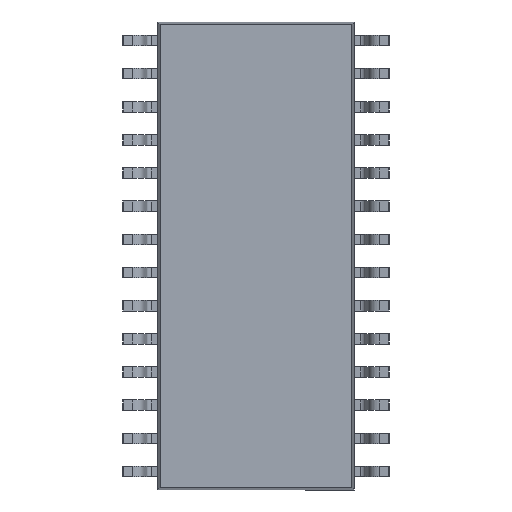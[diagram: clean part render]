
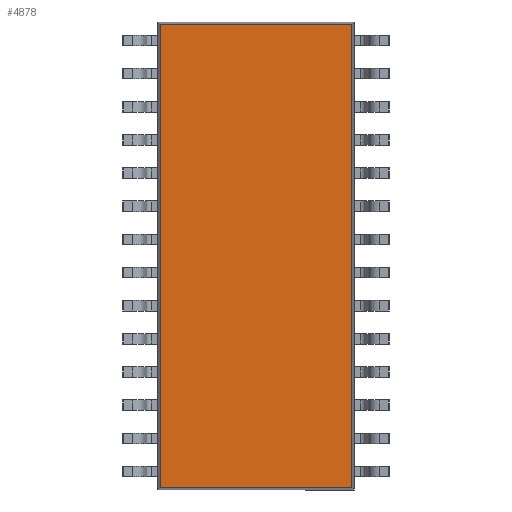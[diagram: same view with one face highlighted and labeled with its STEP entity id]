
A CAD part, front view. The second image highlights one B-rep face of the part: STEP entity #4878.
In plain terms, the highlighted planar face has unit normal (0, -1, 0).
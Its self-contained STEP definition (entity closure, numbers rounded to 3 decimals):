
#1049 = CARTESIAN_POINT ( 'NONE',  ( -3.676, 0.25, 8.965 ) ) ;
#1253 = PLANE ( 'NONE',  #3326 ) ;
#1712 = FACE_OUTER_BOUND ( 'NONE', #4345, .T. ) ;
#2102 = VECTOR ( 'NONE', #5992, 1000. ) ;
#2408 = DIRECTION ( 'NONE',  ( -1., 0., 0. ) ) ;
#2439 = VERTEX_POINT ( 'NONE', #3294 ) ;
#2779 = CARTESIAN_POINT ( 'NONE',  ( 3.676, 0.25, 8.881 ) ) ;
#2939 = LINE ( 'NONE', #1049, #7232 ) ;
#3294 = CARTESIAN_POINT ( 'NONE',  ( -3.676, 0.25, 8.881 ) ) ;
#3326 = AXIS2_PLACEMENT_3D ( 'NONE', #10274, #8144, #11283 ) ;
#3357 = VERTEX_POINT ( 'NONE', #2779 ) ;
#3375 = VERTEX_POINT ( 'NONE', #5770 ) ;
#4345 = EDGE_LOOP ( 'NONE', ( #12434, #9182, #7267, #12603 ) ) ;
#4878 = ADVANCED_FACE ( 'NONE', ( #1712 ), #1253, .T. ) ;
#5770 = CARTESIAN_POINT ( 'NONE',  ( 3.676, 0.25, -8.881 ) ) ;
#5807 = EDGE_CURVE ( 'NONE', #3375, #3357, #7164, .T. ) ;
#5992 = DIRECTION ( 'NONE',  ( 1., 0., 0. ) ) ;
#6036 = VERTEX_POINT ( 'NONE', #7386 ) ;
#6230 = CARTESIAN_POINT ( 'NONE',  ( -3.76, 0.25, -8.881 ) ) ;
#6449 = LINE ( 'NONE', #6230, #2102 ) ;
#7164 = LINE ( 'NONE', #8100, #7190 ) ;
#7190 = VECTOR ( 'NONE', #11046, 1000. ) ;
#7232 = VECTOR ( 'NONE', #10084, 1000. ) ;
#7267 = ORIENTED_EDGE ( 'NONE', *, *, #10663, .T. ) ;
#7386 = CARTESIAN_POINT ( 'NONE',  ( -3.676, 0.25, -8.881 ) ) ;
#7529 = EDGE_CURVE ( 'NONE', #6036, #3375, #6449, .T. ) ;
#8100 = CARTESIAN_POINT ( 'NONE',  ( 3.676, 0.25, -8.965 ) ) ;
#8144 = DIRECTION ( 'NONE',  ( 0., -1., 0. ) ) ;
#8682 = VECTOR ( 'NONE', #2408, 1000. ) ;
#9182 = ORIENTED_EDGE ( 'NONE', *, *, #5807, .T. ) ;
#10084 = DIRECTION ( 'NONE',  ( 0., 0., -1. ) ) ;
#10274 = CARTESIAN_POINT ( 'NONE',  ( 0., 0.25, 0. ) ) ;
#10282 = CARTESIAN_POINT ( 'NONE',  ( 3.76, 0.25, 8.881 ) ) ;
#10663 = EDGE_CURVE ( 'NONE', #3357, #2439, #12528, .T. ) ;
#11046 = DIRECTION ( 'NONE',  ( 0., 0., 1. ) ) ;
#11283 = DIRECTION ( 'NONE',  ( 0., 0., -1. ) ) ;
#12434 = ORIENTED_EDGE ( 'NONE', *, *, #7529, .T. ) ;
#12528 = LINE ( 'NONE', #10282, #8682 ) ;
#12598 = EDGE_CURVE ( 'NONE', #2439, #6036, #2939, .T. ) ;
#12603 = ORIENTED_EDGE ( 'NONE', *, *, #12598, .T. ) ;
